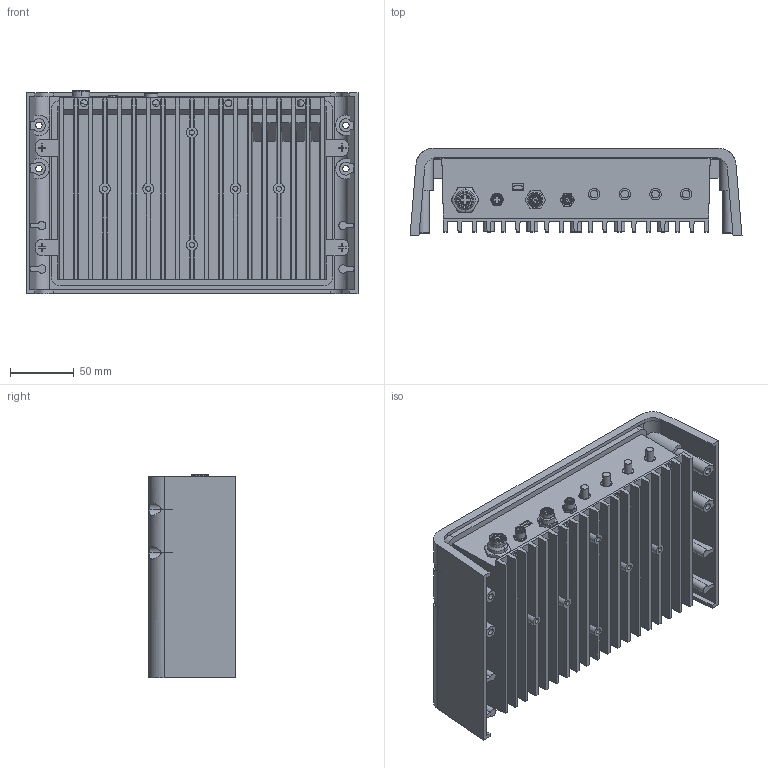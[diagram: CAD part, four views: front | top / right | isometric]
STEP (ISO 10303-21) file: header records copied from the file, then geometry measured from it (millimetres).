
FILE_DESCRIPTION((''),'2;1');
FILE_NAME('CAD-8626','2023-03-16T11:57:21',('creinig-se'),(''),'CREO PARAMETRIC BY PTC INC, 2019292','CREO PARAMETRIC BY PTC INC, 2019292','');
FILE_SCHEMA(('CONFIG_CONTROL_DESIGN','SHAPE_APPEARANCE_LAYERS_GROUPS'));
Length unit declared in the file: millimetre
Products named in the file (1): CAD-8626
Bounding box: 259.8 x 68 x 159.15 mm (x, y, z)
Volume: 1709030.1 mm3; surface area: 265566 mm2
Topology: 1 solids, 1 shells, 785 faces, 2293 edges, 1614 vertices
Faces by surface type: plane 464, cylinder 209, cone 70, torus 18, sphere 16, bspline 8
Entity records: 29383 total; most frequent: CARTESIAN_POINT 6708, ORIENTED_EDGE 4554, DIRECTION 4246, EDGE_CURVE 2277, VERTEX_POINT 1614, VECTOR 1462, LINE 1462, AXIS2_PLACEMENT_3D 1392
